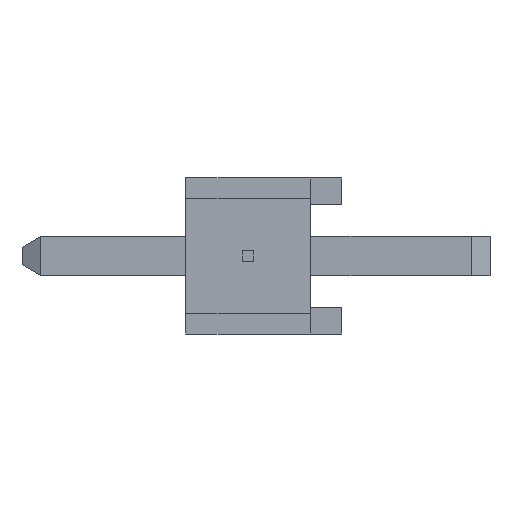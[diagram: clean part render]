
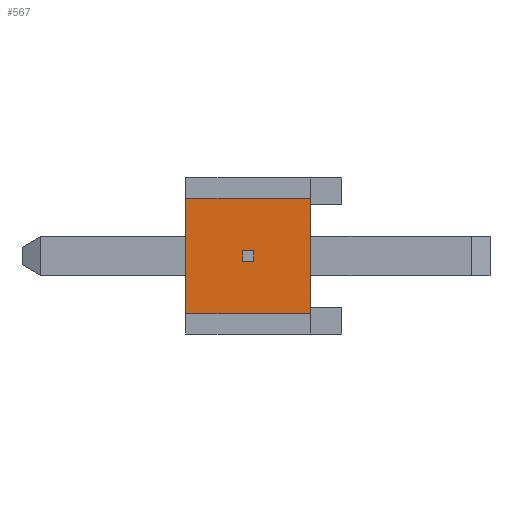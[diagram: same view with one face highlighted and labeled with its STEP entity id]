
A CAD part, left-side view. The second image highlights one B-rep face of the part: STEP entity #567.
In plain terms, the highlighted planar face has unit normal (-1, 0, 0).
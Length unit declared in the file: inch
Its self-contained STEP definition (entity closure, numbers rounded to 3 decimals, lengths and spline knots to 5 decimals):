
#567 = ADVANCED_FACE( '', ( #1244, #1245 ), #1246, .F. );
#1244 = FACE_BOUND( '', #2050, .T. );
#1245 = FACE_OUTER_BOUND( '', #2051, .T. );
#1246 = PLANE( '', #2052 );
#2050 = EDGE_LOOP( '', ( #3577, #3578, #3579, #3580 ) );
#2051 = EDGE_LOOP( '', ( #3581, #3582, #3583, #3584 ) );
#2052 = AXIS2_PLACEMENT_3D( '', #3585, #3586, #3587 );
#3577 = ORIENTED_EDGE( '', *, *, #4885, .F. );
#3578 = ORIENTED_EDGE( '', *, *, #5424, .F. );
#3579 = ORIENTED_EDGE( '', *, *, #5390, .F. );
#3580 = ORIENTED_EDGE( '', *, *, #5425, .F. );
#3581 = ORIENTED_EDGE( '', *, *, #5401, .F. );
#3582 = ORIENTED_EDGE( '', *, *, #5426, .F. );
#3583 = ORIENTED_EDGE( '', *, *, #5427, .F. );
#3584 = ORIENTED_EDGE( '', *, *, #5428, .F. );
#3585 = CARTESIAN_POINT( '', ( -0.242, 0., 0. ) );
#3586 = DIRECTION( '', ( 1., 0., 0. ) );
#3587 = DIRECTION( '', ( 0., 0., -1. ) );
#4885 = EDGE_CURVE( '', #5853, #5856, #5857, .T. );
#5390 = EDGE_CURVE( '', #6657, #6660, #6661, .T. );
#5401 = EDGE_CURVE( '', #6673, #6675, #6676, .T. );
#5424 = EDGE_CURVE( '', #6660, #5853, #6706, .T. );
#5425 = EDGE_CURVE( '', #5856, #6657, #6707, .T. );
#5426 = EDGE_CURVE( '', #6708, #6673, #6709, .T. );
#5427 = EDGE_CURVE( '', #6710, #6708, #6711, .T. );
#5428 = EDGE_CURVE( '', #6675, #6710, #6712, .T. );
#5853 = VERTEX_POINT( '', #7238 );
#5856 = VERTEX_POINT( '', #7242 );
#5857 = LINE( '', #7243, #7244 );
#6657 = VERTEX_POINT( '', #8443 );
#6660 = VERTEX_POINT( '', #8447 );
#6661 = LINE( '', #8448, #8449 );
#6673 = VERTEX_POINT( '', #8468 );
#6675 = VERTEX_POINT( '', #8471 );
#6676 = LINE( '', #8472, #8473 );
#6706 = LINE( '', #8521, #8522 );
#6707 = LINE( '', #8523, #8524 );
#6708 = VERTEX_POINT( '', #8525 );
#6709 = LINE( '', #8526, #8527 );
#6710 = VERTEX_POINT( '', #8528 );
#6711 = LINE( '', #8529, #8530 );
#6712 = LINE( '', #8531, #8532 );
#7238 = CARTESIAN_POINT( '', ( -0.242, 0.06353, 0.00339 ) );
#7242 = CARTESIAN_POINT( '', ( -0.242, 0.06353, -0.00339 ) );
#7243 = CARTESIAN_POINT( '', ( -0.242, 0.06353, 0. ) );
#7244 = VECTOR( '', #9107, 39.37008 );
#8443 = CARTESIAN_POINT( '', ( -0.242, 0.05647, -0.00339 ) );
#8447 = CARTESIAN_POINT( '', ( -0.242, 0.05647, 0.00339 ) );
#8448 = CARTESIAN_POINT( '', ( -0.242, 0.05647, 0. ) );
#8449 = VECTOR( '', #9508, 39.37008 );
#8468 = CARTESIAN_POINT( '', ( -0.242, 0.02, 0.037 ) );
#8471 = CARTESIAN_POINT( '', ( -0.242, 0.02, -0.037 ) );
#8472 = CARTESIAN_POINT( '', ( -0.242, 0.02, 0. ) );
#8473 = VECTOR( '', #9517, 39.37008 );
#8521 = CARTESIAN_POINT( '', ( -0.242, 0., 0.00339 ) );
#8522 = VECTOR( '', #9536, 39.37008 );
#8523 = CARTESIAN_POINT( '', ( -0.242, 0., -0.00339 ) );
#8524 = VECTOR( '', #9537, 39.37008 );
#8525 = CARTESIAN_POINT( '', ( -0.242, 0.1, 0.037 ) );
#8526 = CARTESIAN_POINT( '', ( -0.242, 0.1, 0.037 ) );
#8527 = VECTOR( '', #9538, 39.37008 );
#8528 = CARTESIAN_POINT( '', ( -0.242, 0.1, -0.037 ) );
#8529 = CARTESIAN_POINT( '', ( -0.242, 0.1, -0.037 ) );
#8530 = VECTOR( '', #9539, 39.37008 );
#8531 = CARTESIAN_POINT( '', ( -0.242, 0., -0.037 ) );
#8532 = VECTOR( '', #9540, 39.37008 );
#9107 = DIRECTION( '', ( 0., 0., -1. ) );
#9508 = DIRECTION( '', ( 0., 0., 1. ) );
#9517 = DIRECTION( '', ( 0., 0., -1. ) );
#9536 = DIRECTION( '', ( 0., 1., 0. ) );
#9537 = DIRECTION( '', ( 0., -1., 0. ) );
#9538 = DIRECTION( '', ( 0., -1., 0. ) );
#9539 = DIRECTION( '', ( 0., 0., 1. ) );
#9540 = DIRECTION( '', ( 0., 1., 0. ) );
